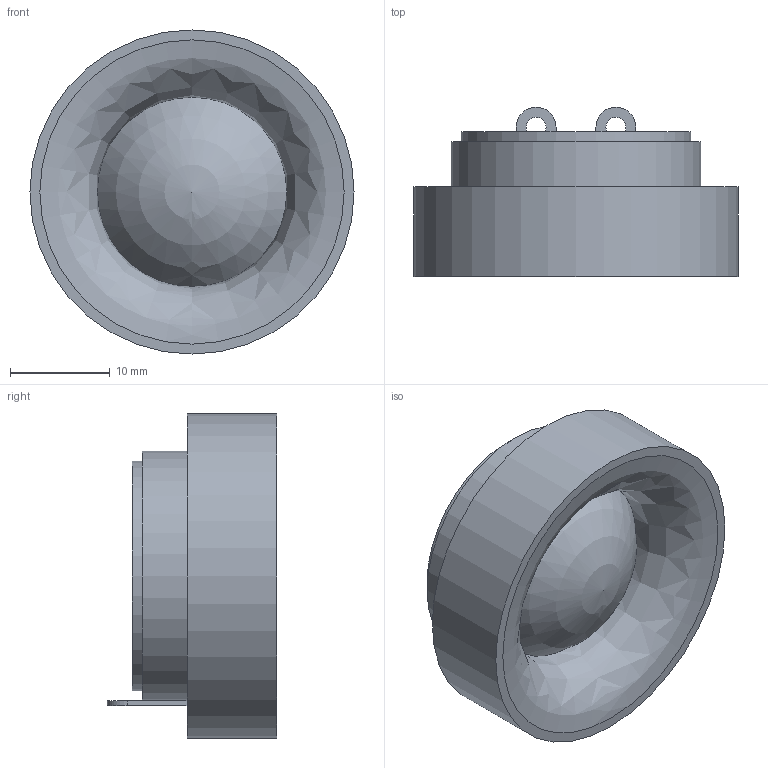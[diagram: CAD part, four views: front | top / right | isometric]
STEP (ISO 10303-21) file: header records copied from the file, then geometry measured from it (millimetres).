
FILE_DESCRIPTION(('FreeCAD Model'),'2;1');
FILE_NAME('Dayton_ND16FA-6.step','2021-01-24T10:55:22',('Author'),(''), 'Open CASCADE STEP processor 7.3','FreeCAD','Unknown');
FILE_SCHEMA(('AUTOMOTIVE_DESIGN { 1 0 10303 214 1 1 1 1 }'));
Length unit declared in the file: millimetre
Products named in the file (1): Dayton_ND16FA-6
Bounding box: 32.5 x 17 x 32.5 mm (x, y, z)
Volume: 8711.2 mm3; surface area: 4012.1 mm2
Topology: 4 solids, 4 shells, 25 faces, 45 edges, 30 vertices
Faces by surface type: plane 16, cylinder 7, revolution 1, sphere 1
Full cylindrical faces by diameter (mm): 2 x2, 23 x1, 25 x1, 32.5 x1
Entity records: 1381 total; most frequent: DIRECTION 204, CARTESIAN_POINT 189, LINE 96, VECTOR 96, ORIENTED_EDGE 88, PCURVE 88, DEFINITIONAL_REPRESENTATION 88, AXIS2_PLACEMENT_3D 45
